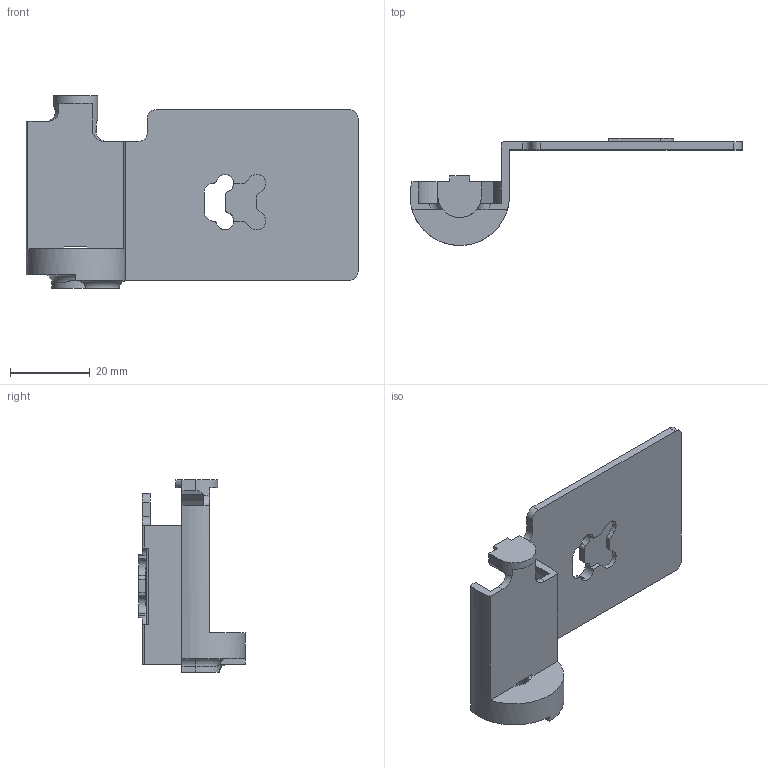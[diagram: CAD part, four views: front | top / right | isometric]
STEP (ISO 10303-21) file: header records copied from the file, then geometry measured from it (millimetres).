
FILE_DESCRIPTION(/* description */ (''),/* implementation_level */ '2;1');
FILE_NAME(/* name */ 'FMESP2 MDX40 F3 v3.step',/* time_stamp */ '2020-09-21T01:08:30+09:00',/* author */ (''),/* organization */ (''),/* preprocessor_version */ 'ST-DEVELOPER v18.1',/* originating_system */ 'Autodesk Translation Framework v9.3.0.1241',/* authorisation */ '');
FILE_SCHEMA (('AUTOMOTIVE_DESIGN { 1 0 10303 214 3 1 1 }'));
Length unit declared in the file: millimetre
Products named in the file (1): FMESP2 MDX40 F3
Bounding box: 83.5 x 26.9 x 48.5 mm (x, y, z)
Volume: 10142.4 mm3; surface area: 9883.1 mm2
Topology: 1 solids, 1 shells, 98 faces, 291 edges, 193 vertices
Faces by surface type: plane 56, cylinder 38, torus 4
Entity records: 3431 total; most frequent: CARTESIAN_POINT 667, ORIENTED_EDGE 582, DIRECTION 577, EDGE_CURVE 291, AXIS2_PLACEMENT_3D 197, VERTEX_POINT 193, LINE 183, VECTOR 183
